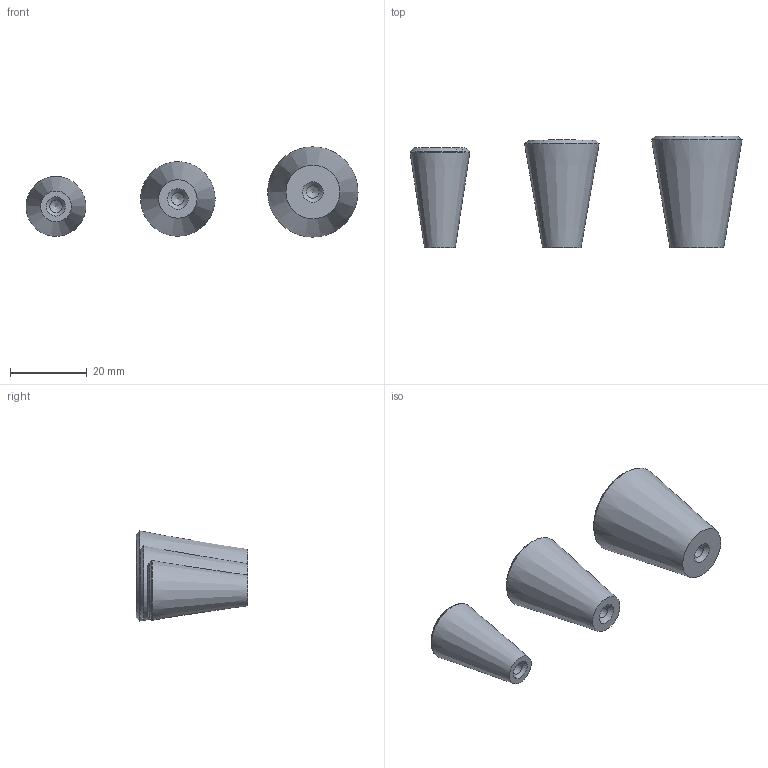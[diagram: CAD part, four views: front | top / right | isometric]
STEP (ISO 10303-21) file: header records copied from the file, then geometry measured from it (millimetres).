
FILE_DESCRIPTION(/* description */ (''),/* implementation_level */ '2;1');
FILE_NAME(/* name */ 'A-CS3_M.stp',/* time_stamp */ '2023-03-28T13:03:28+09:00',/* author */ ('user'),/* organization */ (''),/* preprocessor_version */ 'ST-DEVELOPER v15.6',/* originating_system */ 'Autodesk Inventor 2015',/* authorisation */ '');
FILE_SCHEMA (('AUTOMOTIVE_DESIGN { 1 0 10303 214 3 1 1 }'));
Length unit declared in the file: millimetre
Products named in the file (4): A-CS3-16; A-CS3-20-316; A-CS3-24-316; A-CS3_M
Bounding box: 86.37 x 29.07 x 23.5 mm (x, y, z)
Volume: 15895.7 mm3; surface area: 5597.1 mm2
Topology: 3 solids, 3 shells, 23 faces, 40 edges, 23 vertices
Faces by surface type: cone 12, plane 6, cylinder 3, torus 2
Full cylindrical faces by diameter (mm): 3.242 x3
Entity records: 534 total; most frequent: DIRECTION 100, CARTESIAN_POINT 70, AXIS2_PLACEMENT_3D 50, EDGE_LOOP 40, ORIENTED_EDGE 40, FACE_OUTER_BOUND 23, ADVANCED_FACE 23, CIRCLE 20
